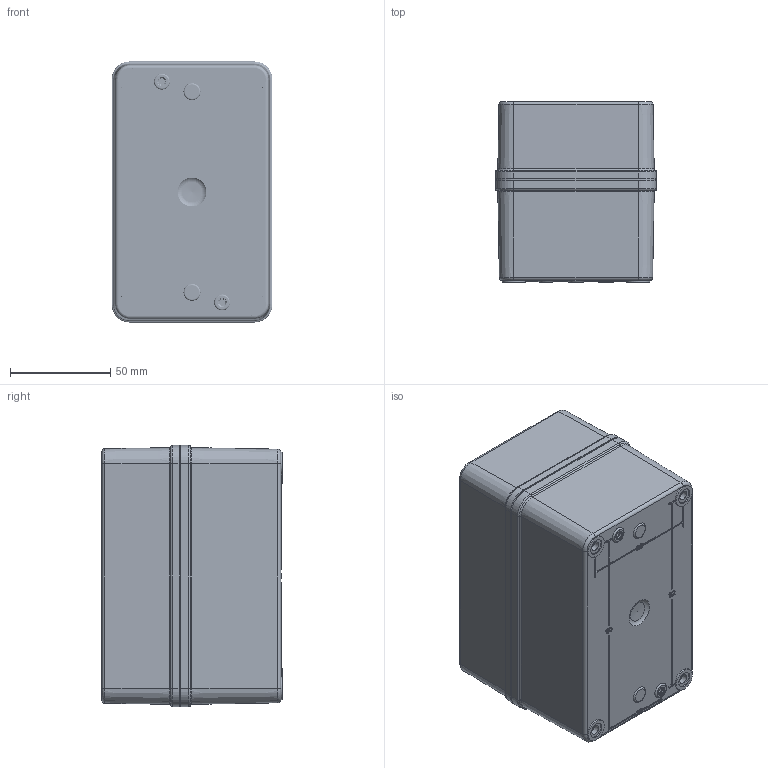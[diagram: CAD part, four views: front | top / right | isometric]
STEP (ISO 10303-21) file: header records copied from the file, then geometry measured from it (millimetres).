
FILE_DESCRIPTION(/* description */ ('','CAx-IF Rec.Pracs.---Representation and Presentation of Product Manufacturing Information (PMI)---3.8---2014-02-18'),/* implementation_level */ '2;1');
FILE_NAME(/* name */ 'CFPC2PB22.stp',/* time_stamp */ '2018-03-01T10:00:06-05:00',/* author */ ('aalomero'),/* organization */ (''),/* preprocessor_version */ 'ST-DEVELOPER v16.13',/* originating_system */ 'Autodesk Inventor 2018',/* authorisation */ '');
FILE_SCHEMA (('AP242_MANAGED_MODEL_BASED_3D_ENGINEERING_MIM_LF { 1 0 10303 442 1 1 4 }'));
Products named in the file (6): COPC2PB22; WPPC533BOX; WPPC2PB22U; WPPC2PB22CVR; RMGAS_WPPC532CVR; WPPCPBSCREW
Assembly tree (8 placements, depth 3):
  COPC2PB22
    WPPC533BOX
    WPPC2PB22U
      WPPC2PB22CVR
      RMGAS_WPPC532CVR
    WPPCPBSCREW  x4
Bounding box: 80.14 x 89.92 x 130.14 mm (x, y, z)
Volume: 220572.5 mm3; surface area: 131167.4 mm2
Topology: 7 solids, 7 shells, 1878 faces, 4858 edges, 3042 vertices
Faces by surface type: plane 802, cylinder 516, bspline 352, torus 141, cone 58, sphere 9
Full cylindrical faces by diameter (mm): 2.54 x12, 3.2 x2, 3.226 x2, 4 x4, 4.762 x4, 7 x4, 7.938 x4, 8.509 x100, 10.998 x4, 11.43 x4, 11.684 x4, 11.811 x4
Entity records: 120301 total; most frequent: CARTESIAN_POINT 88443, ORIENTED_EDGE 6618, DIRECTION 6290, EDGE_CURVE 3309, VERTEX_POINT 2120, AXIS2_PLACEMENT_3D 2113, LINE 2096, VECTOR 2096
